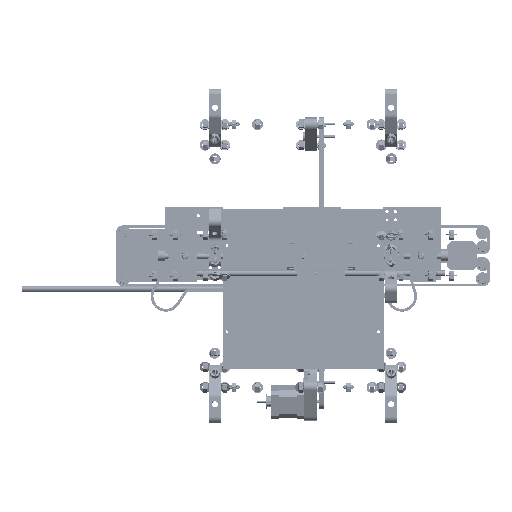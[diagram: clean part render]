
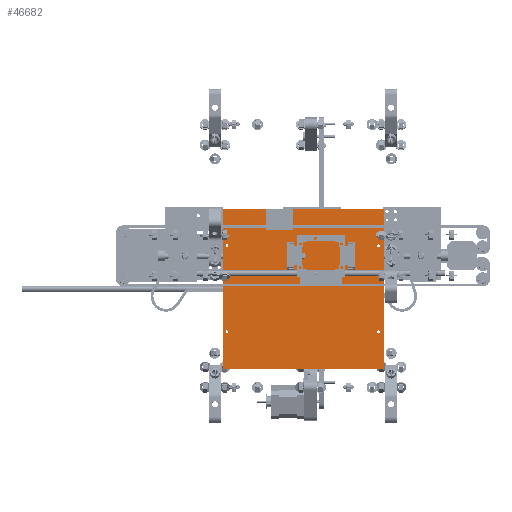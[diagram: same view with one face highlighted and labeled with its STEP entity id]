
A CAD part, top view. The second image highlights one B-rep face of the part: STEP entity #46682.
In plain terms, the highlighted planar face has unit normal (0, 0, 1).
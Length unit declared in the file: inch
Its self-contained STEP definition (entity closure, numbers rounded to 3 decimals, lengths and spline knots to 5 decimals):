
#26532=VERTEX_POINT('',#119685);
#26533=VERTEX_POINT('',#119687);
#26535=VERTEX_POINT('',#119693);
#26537=VERTEX_POINT('',#119699);
#26539=VERTEX_POINT('',#119705);
#26541=VERTEX_POINT('',#119711);
#26543=VERTEX_POINT('',#119717);
#26545=VERTEX_POINT('',#119723);
#26547=VERTEX_POINT('',#119732);
#26549=VERTEX_POINT('',#119737);
#26551=VERTEX_POINT('',#119742);
#26553=VERTEX_POINT('',#119747);
#30331=EDGE_CURVE('',#26533,#26532,#60339,.T.);
#30335=EDGE_CURVE('',#26532,#26535,#60343,.T.);
#30338=EDGE_CURVE('',#26535,#26537,#60346,.T.);
#30341=EDGE_CURVE('',#26537,#26539,#60349,.T.);
#30344=EDGE_CURVE('',#26539,#26541,#60352,.T.);
#30347=EDGE_CURVE('',#26541,#26543,#60355,.T.);
#30350=EDGE_CURVE('',#26543,#26545,#60358,.T.);
#30352=EDGE_CURVE('',#26545,#26533,#60360,.T.);
#30354=EDGE_CURVE('',#26547,#26547,#74136,.T.);
#30356=EDGE_CURVE('',#26549,#26549,#74138,.T.);
#30358=EDGE_CURVE('',#26551,#26551,#74140,.T.);
#30360=EDGE_CURVE('',#26553,#26553,#74142,.T.);
#37249=ORIENTED_EDGE('',*,*,#30360,.F.);
#37250=ORIENTED_EDGE('',*,*,#30358,.F.);
#37251=ORIENTED_EDGE('',*,*,#30356,.F.);
#37252=ORIENTED_EDGE('',*,*,#30354,.F.);
#37253=ORIENTED_EDGE('',*,*,#30352,.T.);
#37254=ORIENTED_EDGE('',*,*,#30331,.T.);
#37255=ORIENTED_EDGE('',*,*,#30335,.T.);
#37256=ORIENTED_EDGE('',*,*,#30338,.T.);
#37257=ORIENTED_EDGE('',*,*,#30341,.T.);
#37258=ORIENTED_EDGE('',*,*,#30344,.T.);
#37259=ORIENTED_EDGE('',*,*,#30347,.T.);
#37260=ORIENTED_EDGE('',*,*,#30350,.T.);
#42339=EDGE_LOOP('',(#37249));
#42340=EDGE_LOOP('',(#37250));
#42341=EDGE_LOOP('',(#37251));
#42342=EDGE_LOOP('',(#37252));
#42343=EDGE_LOOP('',(#37253,#37254,#37255,#37256,#37257,#37258,#37259,#37260));
#44681=FACE_BOUND('',#42339,.T.);
#44682=FACE_BOUND('',#42340,.T.);
#44683=FACE_BOUND('',#42341,.T.);
#44684=FACE_BOUND('',#42342,.T.);
#44685=FACE_BOUND('',#42343,.T.);
#46682=ADVANCED_FACE('',(#44681,#44682,#44683,#44684,#44685),#103685,.T.);
#60339=LINE('',#119686,#100355);
#60343=LINE('',#119694,#100359);
#60346=LINE('',#119700,#100362);
#60349=LINE('',#119706,#100365);
#60352=LINE('',#119712,#100368);
#60355=LINE('',#119718,#100371);
#60358=LINE('',#119724,#100374);
#60360=LINE('',#119727,#100376);
#74136=CIRCLE('',#96694,0.21527);
#74138=CIRCLE('',#96697,0.21527);
#74140=CIRCLE('',#96700,0.21527);
#74142=CIRCLE('',#96703,0.21527);
#96694=AXIS2_PLACEMENT_3D('',#119731,#136248,#136249);
#96697=AXIS2_PLACEMENT_3D('',#119736,#136254,#136255);
#96700=AXIS2_PLACEMENT_3D('',#119741,#136260,#136261);
#96703=AXIS2_PLACEMENT_3D('',#119746,#136266,#136267);
#96705=AXIS2_PLACEMENT_3D('',#119749,#136269,$);
#100355=VECTOR('',#136215,1.);
#100359=VECTOR('',#136220,1.);
#100362=VECTOR('',#136224,1.);
#100365=VECTOR('',#136228,1.);
#100368=VECTOR('',#136232,1.);
#100371=VECTOR('',#136236,1.);
#100374=VECTOR('',#136240,1.);
#100376=VECTOR('',#136243,1.);
#103685=PLANE('',#96705);
#119685=CARTESIAN_POINT('',(11.5,5.4,4.42));
#119686=CARTESIAN_POINT('',(8.5,5.4,4.42));
#119687=CARTESIAN_POINT('',(8.5,5.4,4.42));
#119693=CARTESIAN_POINT('',(11.5,11.6,4.42));
#119694=CARTESIAN_POINT('',(11.5,5.4,4.42));
#119699=CARTESIAN_POINT('',(-11.5,11.6,4.42));
#119700=CARTESIAN_POINT('',(11.5,11.6,4.42));
#119705=CARTESIAN_POINT('',(-11.5,-11.6,4.42));
#119706=CARTESIAN_POINT('',(-11.5,11.6,4.42));
#119711=CARTESIAN_POINT('',(11.5,-11.6,4.42));
#119712=CARTESIAN_POINT('',(-11.5,-11.6,4.42));
#119717=CARTESIAN_POINT('',(11.5,1.4,4.42));
#119718=CARTESIAN_POINT('',(11.5,-11.6,4.42));
#119723=CARTESIAN_POINT('',(8.5,1.4,4.42));
#119724=CARTESIAN_POINT('',(11.5,1.4,4.42));
#119727=CARTESIAN_POINT('',(8.5,1.4,4.42));
#119731=CARTESIAN_POINT('',(-6.2,-10.86,4.42));
#119732=CARTESIAN_POINT('',(-5.98474,-10.86,4.42));
#119736=CARTESIAN_POINT('',(-6.2,10.96,4.42));
#119737=CARTESIAN_POINT('',(-5.98474,10.96,4.42));
#119741=CARTESIAN_POINT('',(6.2,10.96,4.42));
#119742=CARTESIAN_POINT('',(6.41527,10.96,4.42));
#119746=CARTESIAN_POINT('',(6.2,-10.86,4.42));
#119747=CARTESIAN_POINT('',(6.41527,-10.86,4.42));
#119749=CARTESIAN_POINT('',(0.4878,0.20732,4.42));
#136215=DIRECTION('',(1.,0.,0.));
#136220=DIRECTION('',(0.,1.,0.));
#136224=DIRECTION('',(-1.,0.,0.));
#136228=DIRECTION('',(0.,-1.,0.));
#136232=DIRECTION('',(1.,0.,0.));
#136236=DIRECTION('',(0.,1.,0.));
#136240=DIRECTION('',(-1.,0.,0.));
#136243=DIRECTION('',(0.,1.,0.));
#136248=DIRECTION('',(0.,0.,1.));
#136249=DIRECTION('',(0.215,0.,0.));
#136254=DIRECTION('',(0.,0.,1.));
#136255=DIRECTION('',(0.215,0.,0.));
#136260=DIRECTION('',(0.,0.,1.));
#136261=DIRECTION('',(0.215,0.,0.));
#136266=DIRECTION('',(0.,0.,1.));
#136267=DIRECTION('',(0.215,0.,0.));
#136269=DIRECTION('',(0.,0.,1.));
